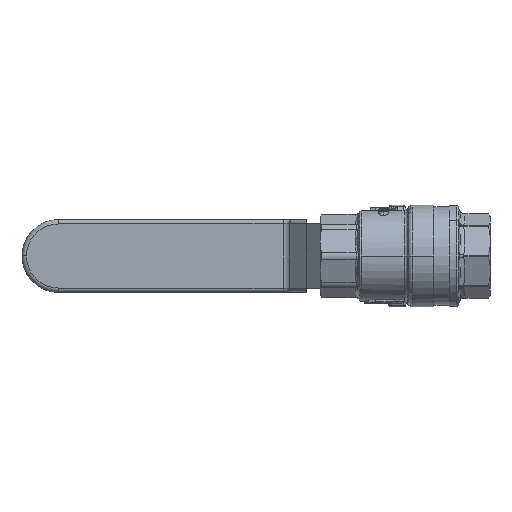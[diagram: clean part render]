
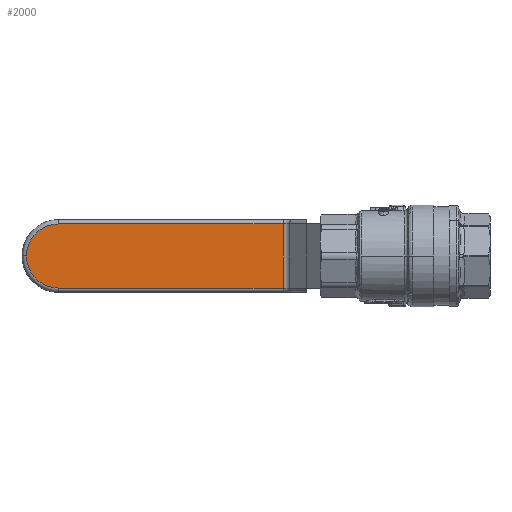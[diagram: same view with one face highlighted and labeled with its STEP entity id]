
A CAD part, front view. The second image highlights one B-rep face of the part: STEP entity #2000.
In plain terms, the highlighted planar face has unit normal (0, -1, 0).
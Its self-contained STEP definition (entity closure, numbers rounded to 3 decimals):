
#2000 = ADVANCED_FACE ( 'NONE', ( #2803 ), #12286, .F. ) ;
#2704 = LINE ( 'NONE', #16415, #20092 ) ;
#2803 = FACE_OUTER_BOUND ( 'NONE', #4813, .T. ) ;
#2929 = LINE ( 'NONE', #14666, #3658 ) ;
#3658 = VECTOR ( 'NONE', #14688, 1000. ) ;
#3862 = AXIS2_PLACEMENT_3D ( 'NONE', #7236, #7235, #7234 ) ;
#3895 = CIRCLE ( 'NONE', #3862, 7.25 ) ;
#3941 = VECTOR ( 'NONE', #7252, 1000. ) ;
#4010 = AXIS2_PLACEMENT_3D ( 'NONE', #8875, #8887, #8888 ) ;
#4015 = CIRCLE ( 'NONE', #4010, 7.25 ) ;
#4594 = AXIS2_PLACEMENT_3D ( 'NONE', #11996, #11612, #11608 ) ;
#4813 = EDGE_LOOP ( 'NONE', ( #13644, #13415, #13416, #13891, #13678 ) ) ;
#5407 = EDGE_CURVE ( 'NONE', #10103, #10285, #2704, .T. ) ;
#5997 = EDGE_CURVE ( 'NONE', #10285, #10046, #2929, .T. ) ;
#6253 = EDGE_CURVE ( 'NONE', #10046, #10252, #4015, .T. ) ;
#6289 = EDGE_CURVE ( 'NONE', #10387, #10103, #18277, .T. ) ;
#6344 = EDGE_CURVE ( 'NONE', #10252, #10387, #3895, .T. ) ;
#7234 = DIRECTION ( 'NONE',  ( 1., 0., 0. ) ) ;
#7235 = DIRECTION ( 'NONE',  ( 0., -1., 0. ) ) ;
#7236 = CARTESIAN_POINT ( 'NONE',  ( -76.75, 31.17, 0. ) ) ;
#7252 = DIRECTION ( 'NONE',  ( 1., 0., 0. ) ) ;
#7261 = CARTESIAN_POINT ( 'NONE',  ( -25.882, 31.17, -7.25 ) ) ;
#8875 = CARTESIAN_POINT ( 'NONE',  ( -76.75, 31.17, 0. ) ) ;
#8887 = DIRECTION ( 'NONE',  ( 0., -1., 0. ) ) ;
#8888 = DIRECTION ( 'NONE',  ( 1., 0., 0. ) ) ;
#10046 = VERTEX_POINT ( 'NONE', #10622 ) ;
#10103 = VERTEX_POINT ( 'NONE', #10586 ) ;
#10252 = VERTEX_POINT ( 'NONE', #10533 ) ;
#10285 = VERTEX_POINT ( 'NONE', #10526 ) ;
#10387 = VERTEX_POINT ( 'NONE', #10487 ) ;
#10487 = CARTESIAN_POINT ( 'NONE',  ( -76.75, 31.17, -7.25 ) ) ;
#10526 = CARTESIAN_POINT ( 'NONE',  ( -25.882, 31.17, 7.25 ) ) ;
#10533 = CARTESIAN_POINT ( 'NONE',  ( -84., 31.17, 0. ) ) ;
#10586 = CARTESIAN_POINT ( 'NONE',  ( -25.882, 31.17, -7.25 ) ) ;
#10622 = CARTESIAN_POINT ( 'NONE',  ( -76.75, 31.17, 7.25 ) ) ;
#11608 = DIRECTION ( 'NONE',  ( 1., 0., 0. ) ) ;
#11612 = DIRECTION ( 'NONE',  ( 0., 1., 0. ) ) ;
#11996 = CARTESIAN_POINT ( 'NONE',  ( -25.053, 31.17, -8.25 ) ) ;
#12286 = PLANE ( 'NONE',  #4594 ) ;
#13415 = ORIENTED_EDGE ( 'NONE', *, *, #5997, .T. ) ;
#13416 = ORIENTED_EDGE ( 'NONE', *, *, #6253, .T. ) ;
#13644 = ORIENTED_EDGE ( 'NONE', *, *, #5407, .T. ) ;
#13678 = ORIENTED_EDGE ( 'NONE', *, *, #6289, .T. ) ;
#13891 = ORIENTED_EDGE ( 'NONE', *, *, #6344, .T. ) ;
#14666 = CARTESIAN_POINT ( 'NONE',  ( -25.053, 31.17, 7.25 ) ) ;
#14688 = DIRECTION ( 'NONE',  ( -1., 0., 0. ) ) ;
#16316 = DIRECTION ( 'NONE',  ( 0., 0., 1. ) ) ;
#16415 = CARTESIAN_POINT ( 'NONE',  ( -25.882, 31.17, 8.25 ) ) ;
#18277 = LINE ( 'NONE', #7261, #3941 ) ;
#20092 = VECTOR ( 'NONE', #16316, 1000. ) ;
